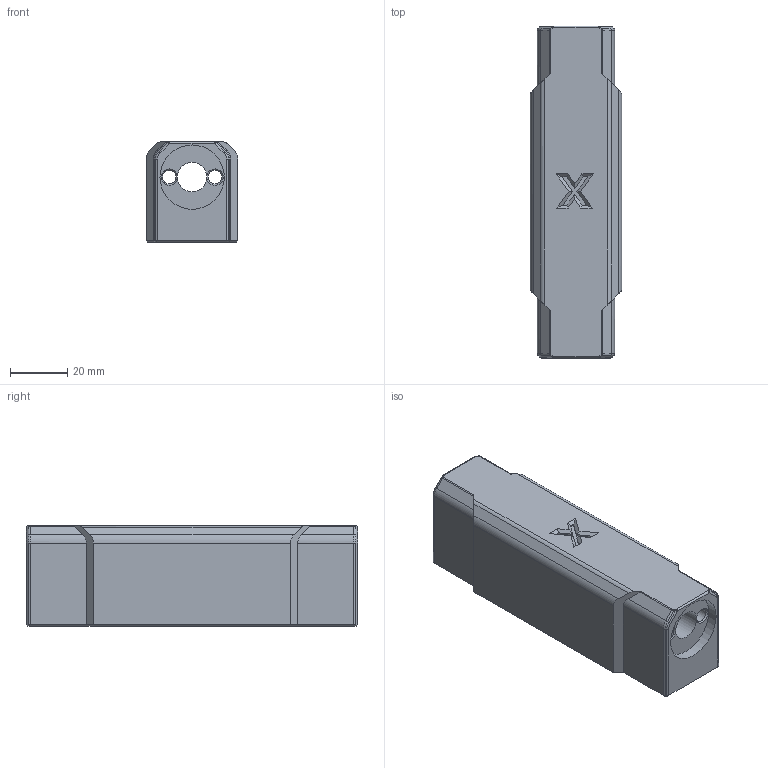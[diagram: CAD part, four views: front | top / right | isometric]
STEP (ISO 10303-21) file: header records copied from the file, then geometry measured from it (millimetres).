
FILE_DESCRIPTION(/* description */ (''),/* implementation_level */ '2;1');
FILE_NAME(/* name */ 'X Axis_X axis anti backlash Nut v6.step',/* time_stamp */ '2024-02-10T14:08:23-05:00',/* author */ (''),/* organization */ (''),/* preprocessor_version */ 'ST-DEVELOPER v20',/* originating_system */ 'Autodesk Translation Framework v12.20.1.177',/* authorisation */ '');
FILE_SCHEMA (('AUTOMOTIVE_DESIGN { 1 0 10303 214 3 1 1 }'));
Length unit declared in the file: millimetre
Products named in the file (1): X Axis_X axis anti backlash Nut
Bounding box: 32 x 116.03 x 35 mm (x, y, z)
Volume: 102859 mm3; surface area: 24039.5 mm2
Topology: 1 solids, 1 shells, 151 faces, 354 edges, 205 vertices
Faces by surface type: plane 73, cylinder 43, cone 19, bspline 8, torus 8
Full cylindrical faces by diameter (mm): 4.7 x2, 6.45 x3, 10.3 x1, 22.5 x2
Entity records: 4435 total; most frequent: CARTESIAN_POINT 903, DIRECTION 763, ORIENTED_EDGE 708, EDGE_CURVE 354, AXIS2_PLACEMENT_3D 268, LINE 227, VECTOR 227, VERTEX_POINT 205
